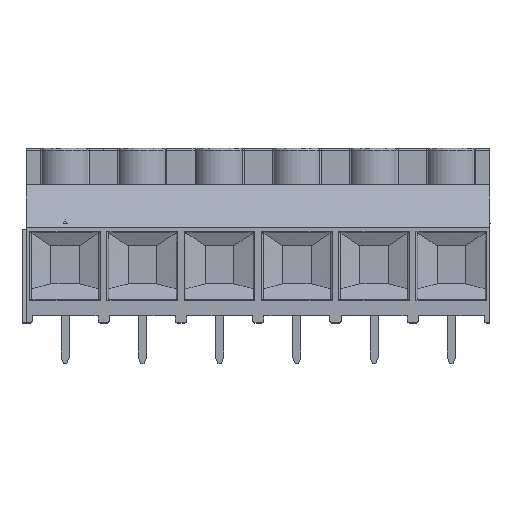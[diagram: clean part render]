
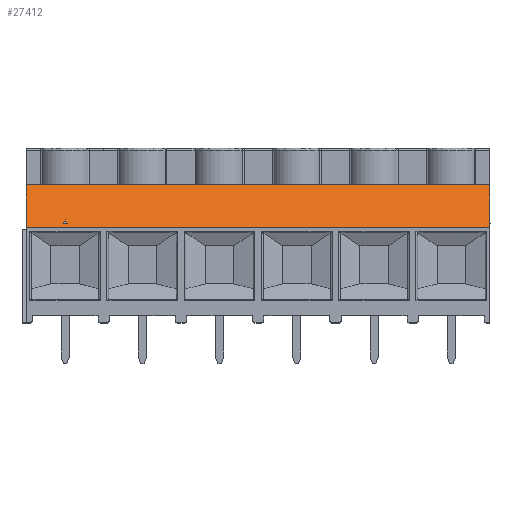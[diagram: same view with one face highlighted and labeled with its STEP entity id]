
A CAD part, top view. The second image highlights one B-rep face of the part: STEP entity #27412.
In plain terms, the highlighted planar face has unit normal (0, 0.454, 0.891).
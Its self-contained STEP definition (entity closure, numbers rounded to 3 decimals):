
#427 = DIRECTION ( 'NONE',  ( 0., -0.891, 0.454 ) ) ;
#731 = VECTOR ( 'NONE', #22118, 1000. ) ;
#1086 = PLANE ( 'NONE',  #26791 ) ;
#1214 = DIRECTION ( 'NONE',  ( 0., -0.891, 0.454 ) ) ;
#1538 = CARTESIAN_POINT ( 'NONE',  ( 0., 17., 9.5 ) ) ;
#1775 = LINE ( 'NONE', #31653, #8761 ) ;
#1932 = VECTOR ( 'NONE', #1214, 1000. ) ;
#2729 = CARTESIAN_POINT ( 'NONE',  ( 57.12, 17., 9.5 ) ) ;
#6230 = VECTOR ( 'NONE', #8975, 1000. ) ;
#8112 = VECTOR ( 'NONE', #29941, 1000. ) ;
#8761 = VECTOR ( 'NONE', #26265, 1000. ) ;
#8975 = DIRECTION ( 'NONE',  ( -1., 0., 0. ) ) ;
#9252 = VERTEX_POINT ( 'NONE', #9506 ) ;
#9506 = CARTESIAN_POINT ( 'NONE',  ( 4.51, 12.245, 11.923 ) ) ;
#9605 = VERTEX_POINT ( 'NONE', #2729 ) ;
#10381 = EDGE_CURVE ( 'NONE', #26895, #30296, #37520, .T. ) ;
#11236 = CARTESIAN_POINT ( 'NONE',  ( 57.12, 11.8, 12.15 ) ) ;
#11513 = ORIENTED_EDGE ( 'NONE', *, *, #30956, .T. ) ;
#12577 = LINE ( 'NONE', #27608, #6230 ) ;
#12912 = FACE_BOUND ( 'NONE', #20027, .T. ) ;
#15100 = LINE ( 'NONE', #18126, #731 ) ;
#16146 = ORIENTED_EDGE ( 'NONE', *, *, #32842, .F. ) ;
#17506 = ORIENTED_EDGE ( 'NONE', *, *, #27134, .F. ) ;
#17982 = ORIENTED_EDGE ( 'NONE', *, *, #32864, .F. ) ;
#18126 = CARTESIAN_POINT ( 'NONE',  ( 4.76, 12.691, 11.696 ) ) ;
#18968 = DIRECTION ( 'NONE',  ( 0., -0.454, -0.891 ) ) ;
#19297 = CARTESIAN_POINT ( 'NONE',  ( 0., 11.8, 12.15 ) ) ;
#19796 = EDGE_CURVE ( 'NONE', #9252, #26895, #1775, .T. ) ;
#20027 = EDGE_LOOP ( 'NONE', ( #24211, #35822, #16146 ) ) ;
#21915 = CARTESIAN_POINT ( 'NONE',  ( 5.01, 12.245, 11.923 ) ) ;
#22001 = CARTESIAN_POINT ( 'NONE',  ( 57.12, 17., 9.5 ) ) ;
#22118 = DIRECTION ( 'NONE',  ( -0.447, -0.797, 0.406 ) ) ;
#24211 = ORIENTED_EDGE ( 'NONE', *, *, #10381, .F. ) ;
#25191 = FACE_OUTER_BOUND ( 'NONE', #39504, .T. ) ;
#25324 = LINE ( 'NONE', #34505, #1932 ) ;
#26265 = DIRECTION ( 'NONE',  ( 1., 0., 0. ) ) ;
#26370 = ORIENTED_EDGE ( 'NONE', *, *, #26944, .T. ) ;
#26585 = VECTOR ( 'NONE', #34490, 1000. ) ;
#26693 = VERTEX_POINT ( 'NONE', #1538 ) ;
#26791 = AXIS2_PLACEMENT_3D ( 'NONE', #22001, #18968, #37774 ) ;
#26895 = VERTEX_POINT ( 'NONE', #31007 ) ;
#26944 = EDGE_CURVE ( 'NONE', #9605, #26693, #35941, .T. ) ;
#27134 = EDGE_CURVE ( 'NONE', #38841, #30858, #12577, .T. ) ;
#27344 = CARTESIAN_POINT ( 'NONE',  ( 57.12, 17., 9.5 ) ) ;
#27412 = ADVANCED_FACE ( 'NONE', ( #12912, #25191 ), #1086, .F. ) ;
#27608 = CARTESIAN_POINT ( 'NONE',  ( 57.12, 11.8, 12.15 ) ) ;
#29941 = DIRECTION ( 'NONE',  ( -1., 0., 0. ) ) ;
#30296 = VERTEX_POINT ( 'NONE', #33811 ) ;
#30349 = LINE ( 'NONE', #27344, #34651 ) ;
#30858 = VERTEX_POINT ( 'NONE', #19297 ) ;
#30956 = EDGE_CURVE ( 'NONE', #26693, #30858, #25324, .T. ) ;
#31007 = CARTESIAN_POINT ( 'NONE',  ( 5.01, 12.245, 11.923 ) ) ;
#31653 = CARTESIAN_POINT ( 'NONE',  ( 4.51, 12.245, 11.923 ) ) ;
#32842 = EDGE_CURVE ( 'NONE', #30296, #9252, #15100, .T. ) ;
#32864 = EDGE_CURVE ( 'NONE', #9605, #38841, #30349, .T. ) ;
#33811 = CARTESIAN_POINT ( 'NONE',  ( 4.76, 12.691, 11.696 ) ) ;
#34490 = DIRECTION ( 'NONE',  ( -0.447, 0.797, -0.406 ) ) ;
#34505 = CARTESIAN_POINT ( 'NONE',  ( 0., 17., 9.5 ) ) ;
#34651 = VECTOR ( 'NONE', #427, 1000. ) ;
#35822 = ORIENTED_EDGE ( 'NONE', *, *, #19796, .F. ) ;
#35941 = LINE ( 'NONE', #36364, #8112 ) ;
#36364 = CARTESIAN_POINT ( 'NONE',  ( 57.12, 17., 9.5 ) ) ;
#37520 = LINE ( 'NONE', #21915, #26585 ) ;
#37774 = DIRECTION ( 'NONE',  ( 0., 0.891, -0.454 ) ) ;
#38841 = VERTEX_POINT ( 'NONE', #11236 ) ;
#39504 = EDGE_LOOP ( 'NONE', ( #11513, #17506, #17982, #26370 ) ) ;
